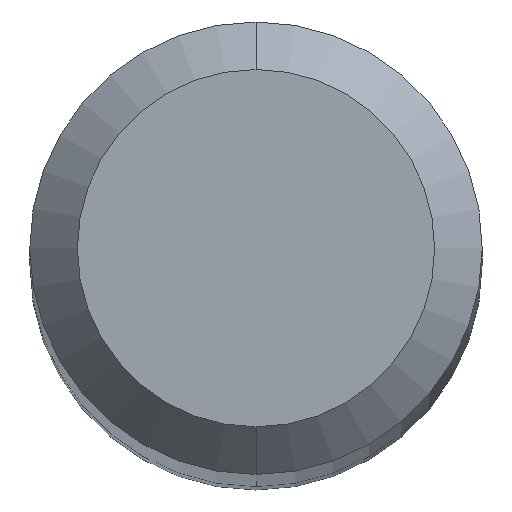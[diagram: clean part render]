
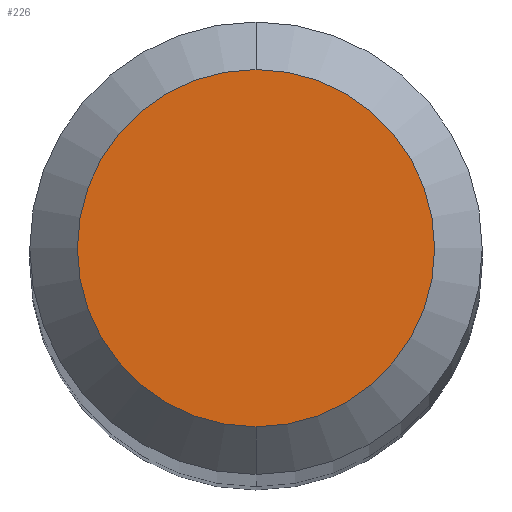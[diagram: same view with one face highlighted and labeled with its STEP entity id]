
A CAD part, top view. The second image highlights one B-rep face of the part: STEP entity #226.
In plain terms, the highlighted planar face has unit normal (0, 0, 1).
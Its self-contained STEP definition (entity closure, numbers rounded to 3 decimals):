
#111 = CARTESIAN_POINT ( 'NONE',  ( 0., -0.75, 38. ) ) ;
#121 = CARTESIAN_POINT ( 'NONE',  ( 0., 0., 38. ) ) ;
#122 = CIRCLE ( 'NONE', #232, 0.75 ) ;
#149 = ORIENTED_EDGE ( 'NONE', *, *, #322, .F. ) ;
#159 = VERTEX_POINT ( 'NONE', #111 ) ;
#171 = FACE_OUTER_BOUND ( 'NONE', #263, .T. ) ;
#173 = DIRECTION ( 'NONE',  ( 0., 1., 0. ) ) ;
#187 = VERTEX_POINT ( 'NONE', #192 ) ;
#191 = PLANE ( 'NONE',  #284 ) ;
#192 = CARTESIAN_POINT ( 'NONE',  ( 0., 0.75, 38. ) ) ;
#197 = ORIENTED_EDGE ( 'NONE', *, *, #315, .F. ) ;
#220 = AXIS2_PLACEMENT_3D ( 'NONE', #273, #304, #173 ) ;
#226 = ADVANCED_FACE ( 'NONE', ( #171 ), #191, .F. ) ;
#232 = AXIS2_PLACEMENT_3D ( 'NONE', #121, #335, #305 ) ;
#246 = CARTESIAN_POINT ( 'NONE',  ( 0., 0., 38. ) ) ;
#252 = CIRCLE ( 'NONE', #220, 0.75 ) ;
#263 = EDGE_LOOP ( 'NONE', ( #149, #197 ) ) ;
#270 = DIRECTION ( 'NONE',  ( 0., 0., -1. ) ) ;
#273 = CARTESIAN_POINT ( 'NONE',  ( 0., 0., 38. ) ) ;
#284 = AXIS2_PLACEMENT_3D ( 'NONE', #246, #270, #294 ) ;
#294 = DIRECTION ( 'NONE',  ( 0., 1., 0. ) ) ;
#304 = DIRECTION ( 'NONE',  ( 0., 0., -1. ) ) ;
#305 = DIRECTION ( 'NONE',  ( 0., 1., 0. ) ) ;
#315 = EDGE_CURVE ( 'NONE', #159, #187, #122, .T. ) ;
#322 = EDGE_CURVE ( 'NONE', #187, #159, #252, .T. ) ;
#335 = DIRECTION ( 'NONE',  ( 0., 0., -1. ) ) ;
